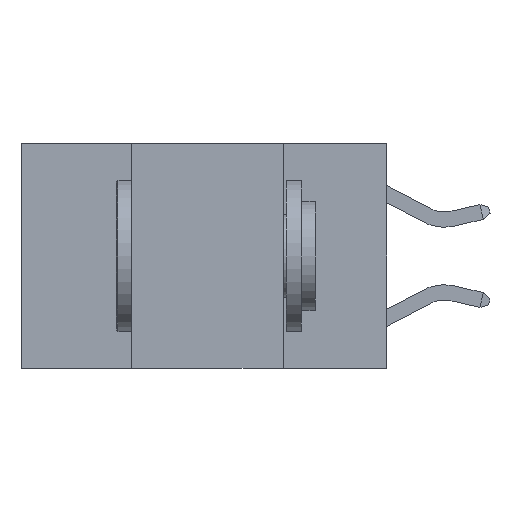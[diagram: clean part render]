
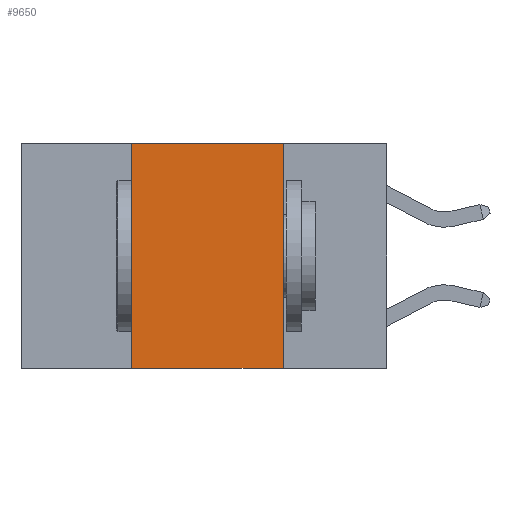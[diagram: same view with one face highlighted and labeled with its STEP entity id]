
A CAD part, left-side view. The second image highlights one B-rep face of the part: STEP entity #9650.
In plain terms, the highlighted planar face has unit normal (-1, 0, 0).
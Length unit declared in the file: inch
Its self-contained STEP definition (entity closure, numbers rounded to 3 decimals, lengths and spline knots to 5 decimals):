
#203 = VERTEX_POINT ( 'NONE', #458 ) ;
#458 = CARTESIAN_POINT ( 'NONE',  ( 0., 0.42, -0.37 ) ) ;
#817 = DIRECTION ( 'NONE',  ( 0., -1., 0. ) ) ;
#1066 = CARTESIAN_POINT ( 'NONE',  ( 0., 0.6, 0. ) ) ;
#1083 = CARTESIAN_POINT ( 'NONE',  ( 0., 0.17, 0. ) ) ;
#1337 = ORIENTED_EDGE ( 'NONE', *, *, #12534, .F. ) ;
#2021 = ORIENTED_EDGE ( 'NONE', *, *, #10246, .T. ) ;
#2401 = VERTEX_POINT ( 'NONE', #1083 ) ;
#2557 = CARTESIAN_POINT ( 'NONE',  ( 0., 0.6, 0. ) ) ;
#2760 = VECTOR ( 'NONE', #13581, 39.37008 ) ;
#4305 = CARTESIAN_POINT ( 'NONE',  ( 0., 0.17, -0.37 ) ) ;
#6359 = LINE ( 'NONE', #1066, #7917 ) ;
#6461 = DIRECTION ( 'NONE',  ( 1., 0., 0. ) ) ;
#6723 = LINE ( 'NONE', #15426, #2760 ) ;
#7917 = VECTOR ( 'NONE', #22178, 39.37008 ) ;
#7962 = DIRECTION ( 'NONE',  ( 0., 0., -1. ) ) ;
#8286 = VECTOR ( 'NONE', #7962, 39.37008 ) ;
#9650 = ADVANCED_FACE ( 'NONE', ( #10013 ), #21830, .F. ) ;
#9816 = CARTESIAN_POINT ( 'NONE',  ( 0., 0.17, 0. ) ) ;
#10013 = FACE_OUTER_BOUND ( 'NONE', #19837, .T. ) ;
#10246 = EDGE_CURVE ( 'NONE', #203, #15671, #16508, .T. ) ;
#10482 = ORIENTED_EDGE ( 'NONE', *, *, #14909, .F. ) ;
#10611 = CARTESIAN_POINT ( 'NONE',  ( 0., 0.42, 0. ) ) ;
#11216 = AXIS2_PLACEMENT_3D ( 'NONE', #2557, #6461, #16890 ) ;
#12315 = EDGE_CURVE ( 'NONE', #2401, #15671, #20365, .T. ) ;
#12534 = EDGE_CURVE ( 'NONE', #203, #19163, #6723, .T. ) ;
#13581 = DIRECTION ( 'NONE',  ( 0., 0., 1. ) ) ;
#14909 = EDGE_CURVE ( 'NONE', #19163, #2401, #6359, .T. ) ;
#15426 = CARTESIAN_POINT ( 'NONE',  ( 0., 0.42, 0. ) ) ;
#15662 = VECTOR ( 'NONE', #817, 39.37008 ) ;
#15671 = VERTEX_POINT ( 'NONE', #4305 ) ;
#16400 = ORIENTED_EDGE ( 'NONE', *, *, #12315, .F. ) ;
#16508 = LINE ( 'NONE', #20414, #15662 ) ;
#16890 = DIRECTION ( 'NONE',  ( 0., 0., -1. ) ) ;
#19163 = VERTEX_POINT ( 'NONE', #10611 ) ;
#19837 = EDGE_LOOP ( 'NONE', ( #16400, #10482, #1337, #2021 ) ) ;
#20365 = LINE ( 'NONE', #9816, #8286 ) ;
#20414 = CARTESIAN_POINT ( 'NONE',  ( 0., 0.6, -0.37 ) ) ;
#21830 = PLANE ( 'NONE',  #11216 ) ;
#22178 = DIRECTION ( 'NONE',  ( 0., -1., 0. ) ) ;
